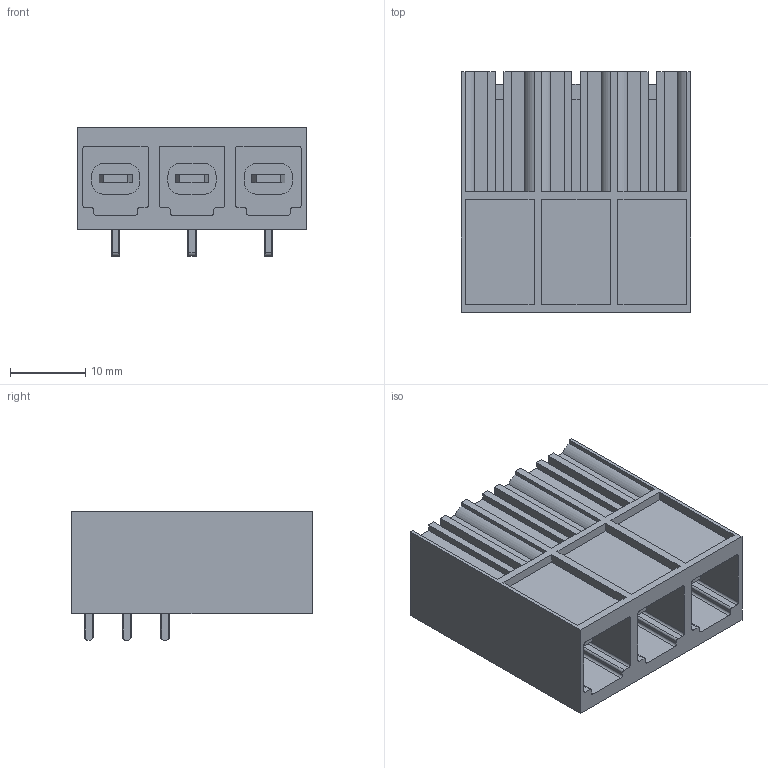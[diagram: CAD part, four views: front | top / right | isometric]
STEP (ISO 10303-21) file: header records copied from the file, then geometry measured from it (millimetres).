
FILE_DESCRIPTION(('CATIA V5 STEP Exchange','CAx-IF Rec.Pracs.--- Model Styling and Organization---1.2---2011-12-15'),'2;1');
FILE_NAME ('D1456669_0_1813500000_1813500000.stp','2018-11-29T14:55:36+00:00',('none'),('Weidmueller'),'CATIA Version 5-6 Release 2014','CATIA V5 STEP AP214','none');
FILE_SCHEMA(('AUTOMOTIVE_DESIGN { 1 0 10303 214 1 1 1 1 }'));
Length unit declared in the file: millimetre
Products named in the file (1): 1813500000
Bounding box: 30.48 x 32 x 17.1 mm (x, y, z)
Volume: 6093.4 mm3; surface area: 10373.9 mm2
Topology: 4 solids, 4 shells, 423 faces, 1218 edges, 812 vertices
Faces by surface type: plane 357, cylinder 66
Entity records: 12707 total; most frequent: CARTESIAN_POINT 2451, ORIENTED_EDGE 2436, DIRECTION 1608, EDGE_CURVE 1218, VECTOR 1050, LINE 1050, VERTEX_POINT 812, EDGE_LOOP 438
